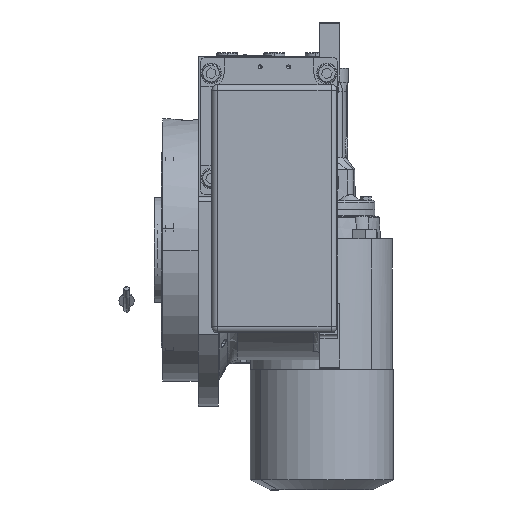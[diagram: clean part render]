
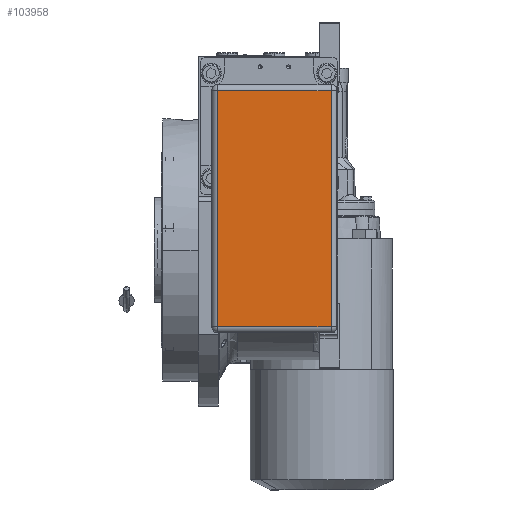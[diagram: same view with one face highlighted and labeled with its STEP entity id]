
A CAD part, left-side view. The second image highlights one B-rep face of the part: STEP entity #103958.
In plain terms, the highlighted face is planar.
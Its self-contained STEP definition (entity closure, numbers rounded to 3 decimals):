
#8502 = EDGE_CURVE ( 'NONE', #117254, #111684, #31568, .T. ) ;
#11392 = LINE ( 'NONE', #67930, #101620 ) ;
#11876 = ORIENTED_EDGE ( 'NONE', *, *, #69699, .T. ) ;
#14013 = PLANE ( 'NONE',  #23443 ) ;
#23443 = AXIS2_PLACEMENT_3D ( 'NONE', #23842, #71773, #34272 ) ;
#23842 = CARTESIAN_POINT ( 'NONE',  ( 95., 115., 53. ) ) ;
#29753 = CARTESIAN_POINT ( 'NONE',  ( -110., 115., 48. ) ) ;
#31568 = LINE ( 'NONE', #69077, #88627 ) ;
#34159 = EDGE_CURVE ( 'NONE', #111684, #102200, #93058, .T. ) ;
#34272 = DIRECTION ( 'NONE',  ( 1., 0., 0. ) ) ;
#36939 = ORIENTED_EDGE ( 'NONE', *, *, #34159, .T. ) ;
#37625 = EDGE_LOOP ( 'NONE', ( #62345, #36939, #55276, #11876 ) ) ;
#39679 = DIRECTION ( 'NONE',  ( 0., 0., 1. ) ) ;
#44239 = EDGE_CURVE ( 'NONE', #102200, #61243, #11392, .T. ) ;
#49821 = CARTESIAN_POINT ( 'NONE',  ( -110., 115., -48. ) ) ;
#55276 = ORIENTED_EDGE ( 'NONE', *, *, #44239, .T. ) ;
#55959 = VECTOR ( 'NONE', #118243, 1000. ) ;
#56772 = CARTESIAN_POINT ( 'NONE',  ( -110., 115., -48. ) ) ;
#61243 = VERTEX_POINT ( 'NONE', #29753 ) ;
#62345 = ORIENTED_EDGE ( 'NONE', *, *, #8502, .T. ) ;
#67930 = CARTESIAN_POINT ( 'NONE',  ( -110., 115., 48. ) ) ;
#69077 = CARTESIAN_POINT ( 'NONE',  ( 90., 115., -48. ) ) ;
#69699 = EDGE_CURVE ( 'NONE', #61243, #117254, #79553, .T. ) ;
#71773 = DIRECTION ( 'NONE',  ( 0., 1., 0. ) ) ;
#77719 = DIRECTION ( 'NONE',  ( 0., 0., -1. ) ) ;
#78159 = CARTESIAN_POINT ( 'NONE',  ( 90., 115., -48. ) ) ;
#79553 = LINE ( 'NONE', #117004, #55959 ) ;
#88627 = VECTOR ( 'NONE', #77719, 1000. ) ;
#93058 = LINE ( 'NONE', #56772, #113552 ) ;
#99435 = FACE_OUTER_BOUND ( 'NONE', #37625, .T. ) ;
#101620 = VECTOR ( 'NONE', #39679, 1000. ) ;
#102200 = VERTEX_POINT ( 'NONE', #49821 ) ;
#103958 = ADVANCED_FACE ( 'NONE', ( #99435 ), #14013, .T. ) ;
#107695 = CARTESIAN_POINT ( 'NONE',  ( 90., 115., 48. ) ) ;
#111684 = VERTEX_POINT ( 'NONE', #78159 ) ;
#113300 = DIRECTION ( 'NONE',  ( -1., 0., 0. ) ) ;
#113552 = VECTOR ( 'NONE', #113300, 1000. ) ;
#117004 = CARTESIAN_POINT ( 'NONE',  ( 90., 115., 48. ) ) ;
#117254 = VERTEX_POINT ( 'NONE', #107695 ) ;
#118243 = DIRECTION ( 'NONE',  ( 1., 0., 0. ) ) ;
